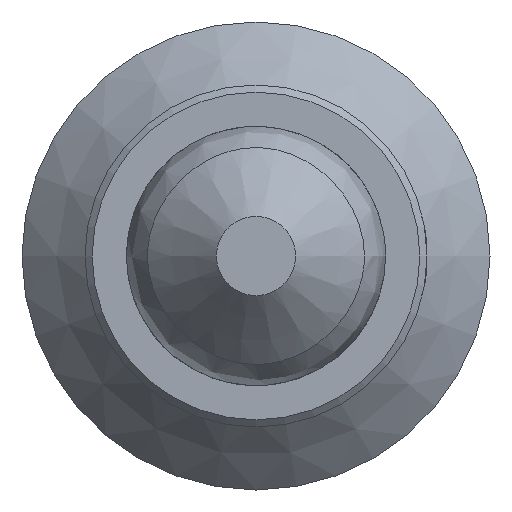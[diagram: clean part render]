
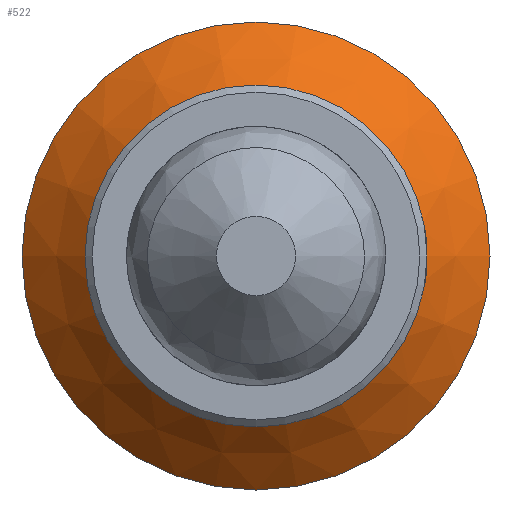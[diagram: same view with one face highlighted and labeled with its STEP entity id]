
A CAD part, front view. The second image highlights one B-rep face of the part: STEP entity #522.
In plain terms, the highlighted conical face has half-angle 45 degrees and reference radius 2.3 mm.
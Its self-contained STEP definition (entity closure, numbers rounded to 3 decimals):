
#395=CONICAL_SURFACE('',#897,2.3,45.);
#477=FACE_BOUND('',#615,.T.);
#478=FACE_BOUND('',#616,.T.);
#522=ADVANCED_FACE('',(#477,#478),#395,.T.);
#615=EDGE_LOOP('',(#699));
#616=EDGE_LOOP('',(#700));
#699=ORIENTED_EDGE('',*,*,#787,.F.);
#700=ORIENTED_EDGE('',*,*,#788,.T.);
#745=VERTEX_POINT('',#1463);
#746=VERTEX_POINT('',#1466);
#787=EDGE_CURVE('',#745,#745,#822,.T.);
#788=EDGE_CURVE('',#746,#746,#823,.T.);
#822=CIRCLE('',#894,2.3);
#823=CIRCLE('',#896,3.25);
#894=AXIS2_PLACEMENT_3D('',#1462,#1041,#1042);
#896=AXIS2_PLACEMENT_3D('',#1465,#1045,#1046);
#897=AXIS2_PLACEMENT_3D('',#1467,#1047,#1048);
#1041=DIRECTION('',(0.,-1.,0.));
#1042=DIRECTION('',(1.,0.,0.));
#1045=DIRECTION('',(0.,-1.,0.));
#1046=DIRECTION('',(1.,0.,0.));
#1047=DIRECTION('',(0.,1.,0.));
#1048=DIRECTION('',(1.,0.,0.));
#1462=CARTESIAN_POINT('',(7.1,-135.392,39.003));
#1463=CARTESIAN_POINT('',(9.4,-135.392,39.003));
#1465=CARTESIAN_POINT('',(7.1,-134.442,39.003));
#1466=CARTESIAN_POINT('',(10.35,-134.442,39.003));
#1467=CARTESIAN_POINT('',(7.1,-135.392,39.003));
